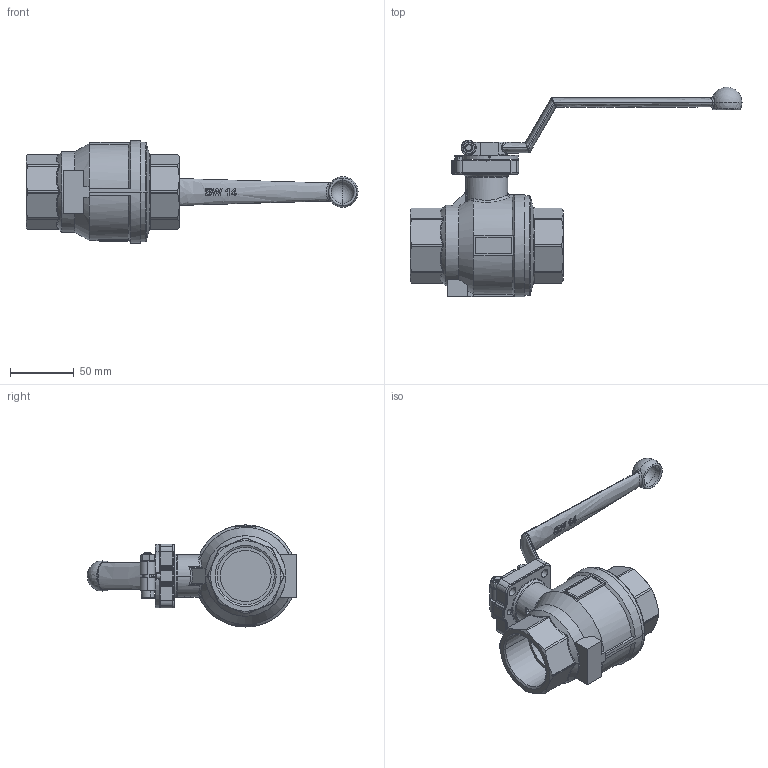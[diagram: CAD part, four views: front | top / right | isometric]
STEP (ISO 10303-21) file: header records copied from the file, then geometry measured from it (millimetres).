
FILE_DESCRIPTION(('STEP AP214'),'1');
FILE_NAME('valve_87e-dn-100-40.stp','2018-06-14T14:30:31',('TraceParts'),('TraceParts S.A.'),'Spatial InterOp 3D',' ',' ');
FILE_SCHEMA(('automotive_design'));
Length unit declared in the file: millimetre
Products named in the file (3): Volumenkörper2; valve_87e-dn-100-40_2; valve_87e-dn-100-40_3
Bounding box: 260 x 164.01 x 80 mm (x, y, z)
Volume: 421475.9 mm3; surface area: 78705.2 mm2
Topology: 3 solids, 3 shells, 744 faces, 2042 edges, 1322 vertices
Faces by surface type: plane 335, cylinder 167, bspline 127, cone 63, torus 46, sphere 6
Entity records: 34588 total; most frequent: CARTESIAN_POINT 10511, ORIENTED_EDGE 4056, DIRECTION 3414, EDGE_CURVE 2028, VERTEX_POINT 1322, AXIS2_PLACEMENT_3D 1213, LINE 988, VECTOR 988
